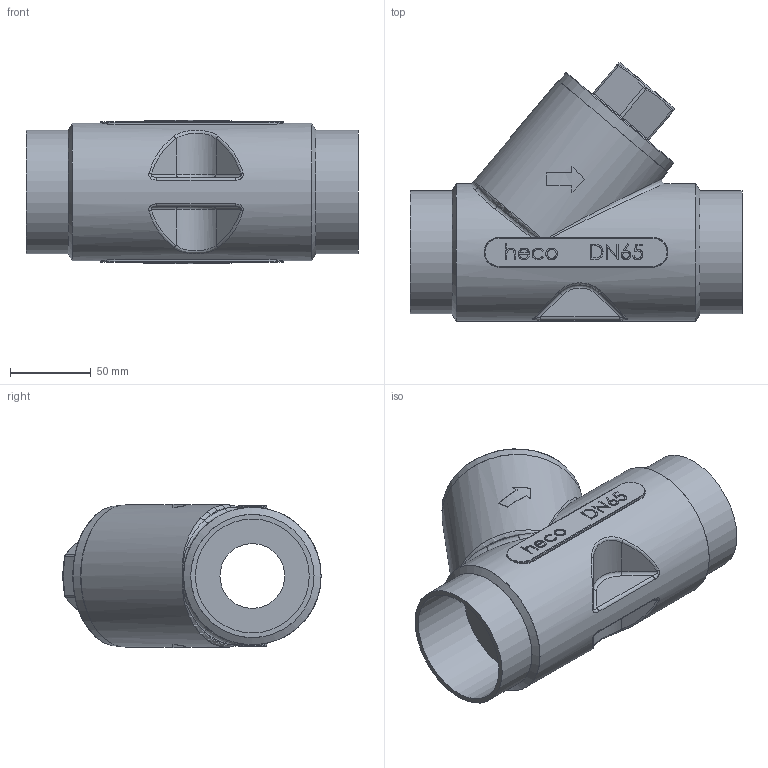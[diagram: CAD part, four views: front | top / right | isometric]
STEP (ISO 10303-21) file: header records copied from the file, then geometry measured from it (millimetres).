
FILE_DESCRIPTION (( 'STEP AP214' ), '1' );
FILE_NAME ('RV-212-00S-4 Rückschlagventil SE 2204.STEP', '2022-04-06T13:46:01', ( '' ), ( '' ), 'SwSTEP 2.0', 'SolidWorks 2019', '' );
FILE_SCHEMA (( 'AUTOMOTIVE_DESIGN' ));
Length unit declared in the file: millimetre
Products named in the file (1): RV-212-00S-4 Rückschlagventil SE 2204
Bounding box: 205 x 159.51 x 88.38 mm (x, y, z)
Volume: 1034837.9 mm3; surface area: 116890.8 mm2
Topology: 1 solids, 1 shells, 453 faces, 1153 edges, 740 vertices
Faces by surface type: bspline 194, plane 192, cylinder 44, torus 20, cone 3
Full cylindrical faces by diameter (mm): 40 x1, 70.3 x2, 76.1 x2, 85 x1, 87 x1, 88 x1
Entity records: 26869 total; most frequent: CARTESIAN_POINT 14741, ORIENTED_EDGE 2250, DIRECTION 1355, EDGE_CURVE 1125, VERTEX_POINT 730, VECTOR 575, LINE 575, EDGE_LOOP 511
